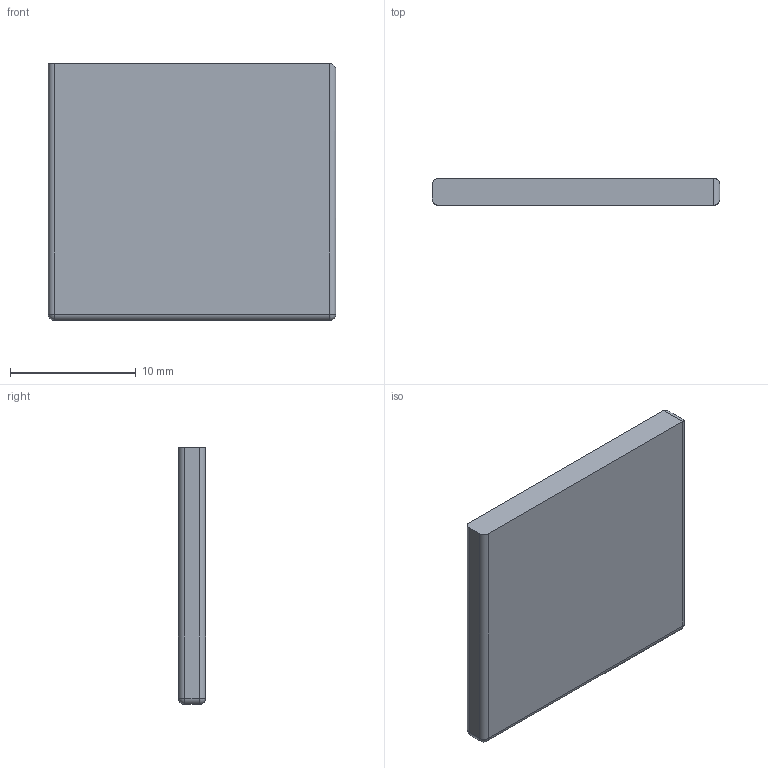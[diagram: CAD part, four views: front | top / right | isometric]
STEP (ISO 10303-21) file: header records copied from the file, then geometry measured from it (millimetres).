
FILE_DESCRIPTION(/* description */ (''),/* implementation_level */ '2;1');
FILE_NAME(/* name */ 'Separateur.step',/* time_stamp */ '2026-02-03T23:05:31+01:00',/* author */ (''),/* organization */ (''),/* preprocessor_version */ 'ST-DEVELOPER v20.1',/* originating_system */ 'Autodesk Translation Framework v14.21.0.0',/* authorisation */ '');
FILE_SCHEMA (('AUTOMOTIVE_DESIGN { 1 0 10303 214 3 1 1 }'));
Length unit declared in the file: millimetre
Products named in the file (1): Separateur
Bounding box: 22.9 x 2.15 x 20.45 mm (x, y, z)
Volume: 999.8 mm3; surface area: 1093.9 mm2
Topology: 1 solids, 1 shells, 19 faces, 37 edges, 20 vertices
Faces by surface type: cylinder 9, plane 6, sphere 4
Entity records: 508 total; most frequent: DIRECTION 93, CARTESIAN_POINT 77, ORIENTED_EDGE 74, EDGE_CURVE 37, AXIS2_PLACEMENT_3D 36, LINE 21, VECTOR 21, VERTEX_POINT 20
